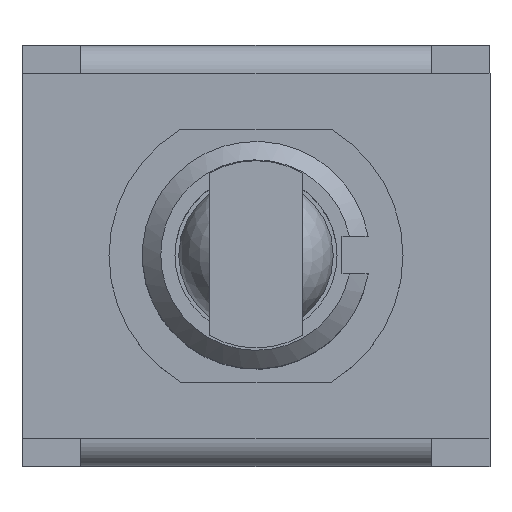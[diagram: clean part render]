
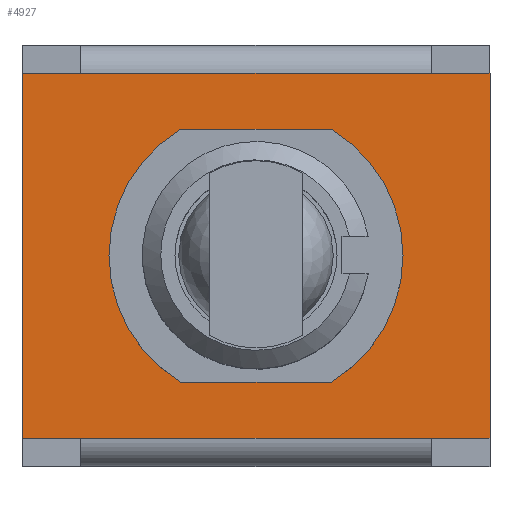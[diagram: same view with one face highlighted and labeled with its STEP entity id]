
A CAD part, top view. The second image highlights one B-rep face of the part: STEP entity #4927.
In plain terms, the highlighted planar face has unit normal (0, 0, 1).
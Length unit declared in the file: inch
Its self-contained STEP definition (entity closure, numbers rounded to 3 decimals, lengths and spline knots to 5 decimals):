
#178=FACE_BOUND('',#712,.T.);
#418=FACE_OUTER_BOUND('',#711,.T.);
#711=EDGE_LOOP('',(#4212,#4213,#4214,#4215,#4216,#4217,#4218,#4219));
#712=EDGE_LOOP('',(#4220,#4221,#4222,#4223));
#862=CIRCLE('',#5315,0.15709);
#863=CIRCLE('',#5318,0.15709);
#1187=LINE('',#7875,#1718);
#1191=LINE('',#7884,#1722);
#1323=LINE('',#8192,#1854);
#1327=LINE('',#8199,#1858);
#1331=LINE('',#8208,#1862);
#1333=LINE('',#8213,#1864);
#1336=LINE('',#8223,#1867);
#1338=LINE('',#8228,#1869);
#1339=LINE('',#8229,#1870);
#1340=LINE('',#8230,#1871);
#1718=VECTOR('',#6395,0.3937);
#1722=VECTOR('',#6405,0.3937);
#1854=VECTOR('',#6673,0.3937);
#1858=VECTOR('',#6679,0.3937);
#1862=VECTOR('',#6685,0.3937);
#1864=VECTOR('',#6689,0.3937);
#1867=VECTOR('',#6702,0.3937);
#1869=VECTOR('',#6708,0.3937);
#1870=VECTOR('',#6709,0.3937);
#1871=VECTOR('',#6710,0.3937);
#2232=VERTEX_POINT('',#7873);
#2233=VERTEX_POINT('',#7874);
#2234=VERTEX_POINT('',#7879);
#2235=VERTEX_POINT('',#7883);
#2259=VERTEX_POINT('',#7946);
#2262=VERTEX_POINT('',#7953);
#2293=VERTEX_POINT('',#8040);
#2343=VERTEX_POINT('',#8190);
#2344=VERTEX_POINT('',#8195);
#2346=VERTEX_POINT('',#8201);
#2349=VERTEX_POINT('',#8206);
#2351=VERTEX_POINT('',#8211);
#2838=EDGE_CURVE('',#2232,#2233,#1187,.T.);
#2841=EDGE_CURVE('',#2234,#2232,#862,.T.);
#2843=EDGE_CURVE('',#2235,#2234,#1191,.T.);
#2845=EDGE_CURVE('',#2233,#2235,#863,.T.);
#2992=EDGE_CURVE('',#2262,#2343,#1323,.T.);
#2996=EDGE_CURVE('',#2293,#2344,#1327,.T.);
#3000=EDGE_CURVE('',#2349,#2346,#1331,.T.);
#3002=EDGE_CURVE('',#2259,#2351,#1333,.T.);
#3007=EDGE_CURVE('',#2262,#2349,#1336,.T.);
#3010=EDGE_CURVE('',#2293,#2259,#1338,.T.);
#3011=EDGE_CURVE('',#2351,#2346,#1339,.T.);
#3012=EDGE_CURVE('',#2343,#2344,#1340,.T.);
#4212=ORIENTED_EDGE('',*,*,#3010,.T.);
#4213=ORIENTED_EDGE('',*,*,#3002,.T.);
#4214=ORIENTED_EDGE('',*,*,#3011,.T.);
#4215=ORIENTED_EDGE('',*,*,#3000,.F.);
#4216=ORIENTED_EDGE('',*,*,#3007,.F.);
#4217=ORIENTED_EDGE('',*,*,#2992,.T.);
#4218=ORIENTED_EDGE('',*,*,#3012,.T.);
#4219=ORIENTED_EDGE('',*,*,#2996,.F.);
#4220=ORIENTED_EDGE('',*,*,#2838,.T.);
#4221=ORIENTED_EDGE('',*,*,#2845,.T.);
#4222=ORIENTED_EDGE('',*,*,#2843,.T.);
#4223=ORIENTED_EDGE('',*,*,#2841,.T.);
#4650=PLANE('',#5394);
#4927=ADVANCED_FACE('',(#418,#178),#4650,.T.);
#5315=AXIS2_PLACEMENT_3D('',#7880,#6400,#6401);
#5318=AXIS2_PLACEMENT_3D('',#7887,#6409,#6410);
#5394=AXIS2_PLACEMENT_3D('',#8227,#6706,#6707);
#6395=DIRECTION('',(1.,0.,0.));
#6400=DIRECTION('center_axis',(0.,0.,
-1.));
#6401=DIRECTION('ref_axis',(1.,0.,0.));
#6405=DIRECTION('',(-1.,0.,0.));
#6409=DIRECTION('center_axis',(0.,0.,
-1.));
#6410=DIRECTION('ref_axis',(1.,0.,0.));
#6673=DIRECTION('',(-1.,0.,0.));
#6679=DIRECTION('',(-1.,0.,0.));
#6685=DIRECTION('',(1.,0.,0.));
#6689=DIRECTION('',(1.,0.,0.));
#6702=DIRECTION('',(1.,0.,0.));
#6706=DIRECTION('center_axis',(0.,0.,
1.));
#6707=DIRECTION('ref_axis',(1.,0.,0.));
#6708=DIRECTION('',(1.,0.,0.));
#6709=DIRECTION('',(0.,1.,0.));
#6710=DIRECTION('',(0.,-1.,0.));
#7873=CARTESIAN_POINT('',(-0.08025,0.13504,0.35));
#7874=CARTESIAN_POINT('',(0.08025,0.13504,0.35));
#7875=CARTESIAN_POINT('',(0.04013,0.13504,0.35));
#7879=CARTESIAN_POINT('',(-0.08025,-0.13504,0.35));
#7880=CARTESIAN_POINT('Origin',(0.,0.,
0.35));
#7883=CARTESIAN_POINT('',(0.08025,-0.13504,0.35));
#7884=CARTESIAN_POINT('',(-0.04013,-0.13504,0.35));
#7887=CARTESIAN_POINT('Origin',(0.,0.,
0.35));
#7946=CARTESIAN_POINT('',(0.18701,-0.19508,0.35));
#7953=CARTESIAN_POINT('',(-0.18701,0.19508,0.35));
#8040=CARTESIAN_POINT('',(-0.18701,-0.19508,0.35));
#8190=CARTESIAN_POINT('',(-0.25,0.19508,0.35));
#8192=CARTESIAN_POINT('',(-0.18701,0.19508,0.35));
#8195=CARTESIAN_POINT('',(-0.25,-0.19508,0.35));
#8199=CARTESIAN_POINT('',(-0.18701,-0.19508,0.35));
#8201=CARTESIAN_POINT('',(0.25,0.19508,0.35));
#8206=CARTESIAN_POINT('',(0.18701,0.19508,0.35));
#8208=CARTESIAN_POINT('',(0.18701,0.19508,0.35));
#8211=CARTESIAN_POINT('',(0.25,-0.19508,0.35));
#8213=CARTESIAN_POINT('',(0.18701,-0.19508,0.35));
#8223=CARTESIAN_POINT('',(0.,0.19508,0.35));
#8227=CARTESIAN_POINT('Origin',(0.,0.19508,
0.35));
#8228=CARTESIAN_POINT('',(0.,-0.19508,0.35));
#8229=CARTESIAN_POINT('',(0.25,-0.19508,0.35));
#8230=CARTESIAN_POINT('',(-0.25,-0.19508,0.35));
